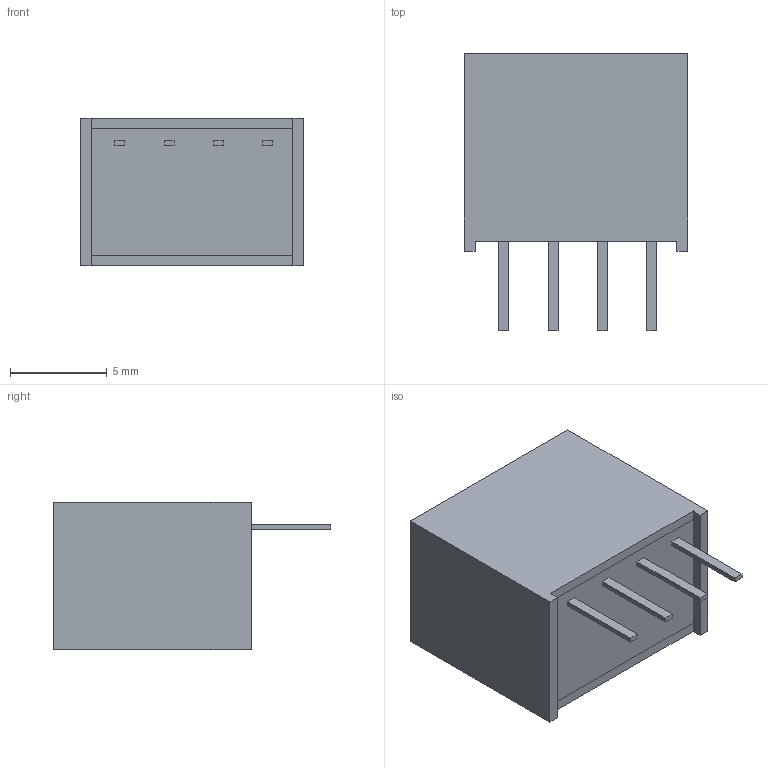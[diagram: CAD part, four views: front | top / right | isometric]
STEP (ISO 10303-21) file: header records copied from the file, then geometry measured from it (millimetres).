
FILE_DESCRIPTION (( 'STEP AP214' ), '1' );
FILE_NAME ('RI-1215S.STEP', '2021-02-09T05:02:13', ( '' ), ( '' ), 'SwSTEP 2.0', 'SolidWorks 2017', '' );
FILE_SCHEMA (( 'AUTOMOTIVE_DESIGN' ));
Length unit declared in the file: millimetre
Products named in the file (1): RI-1215S
Bounding box: 11.5 x 14.3 x 7.6 mm (x, y, z)
Volume: 852.3 mm3; surface area: 1350.9 mm2
Topology: 6 solids, 6 shells, 142 faces, 357 edges, 238 vertices
Faces by surface type: plane 130, cylinder 12
Entity records: 5452 total; most frequent: CARTESIAN_POINT 738, ORIENTED_EDGE 714, DIRECTION 667, EDGE_CURVE 357, VECTOR 333, LINE 333, VERTEX_POINT 238, AXIS2_PLACEMENT_3D 167
